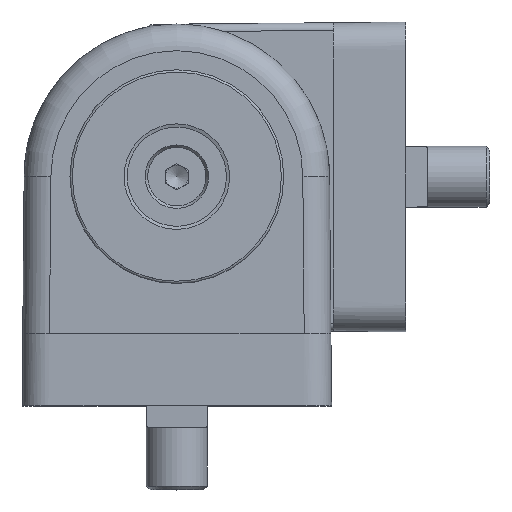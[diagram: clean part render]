
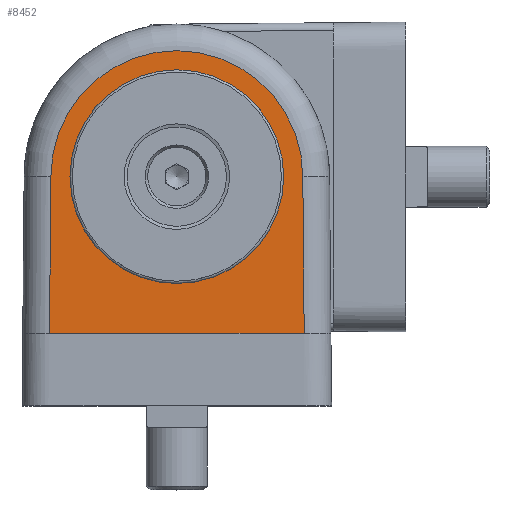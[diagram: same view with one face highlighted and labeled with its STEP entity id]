
A CAD part, top view. The second image highlights one B-rep face of the part: STEP entity #8452.
In plain terms, the highlighted planar face has unit normal (0, 0, 1).
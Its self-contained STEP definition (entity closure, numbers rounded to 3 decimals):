
#243=FACE_BOUND('',#1854,.T.);
#501=CIRCLE('',#9629,14.);
#514=CIRCLE('',#9660,16.5);
#1298=FACE_OUTER_BOUND('',#1853,.T.);
#1853=EDGE_LOOP('',(#7375,#7376,#7377,#7378));
#1854=EDGE_LOOP('',(#7379));
#2539=LINE('',#17262,#3263);
#2542=LINE('',#17379,#3266);
#2543=LINE('',#17382,#3267);
#3263=VECTOR('',#12010,1000.);
#3266=VECTOR('',#12027,1000.);
#3267=VECTOR('',#12030,1000.);
#4019=VERTEX_POINT('',#16535);
#4055=VERTEX_POINT('',#17259);
#4056=VERTEX_POINT('',#17261);
#4059=VERTEX_POINT('',#17378);
#4060=VERTEX_POINT('',#17380);
#5134=EDGE_CURVE('',#4019,#4019,#501,.T.);
#5188=EDGE_CURVE('',#4056,#4055,#2539,.T.);
#5195=EDGE_CURVE('',#4055,#4059,#2542,.F.);
#5196=EDGE_CURVE('',#4059,#4060,#514,.F.);
#5197=EDGE_CURVE('',#4060,#4056,#2543,.F.);
#7375=ORIENTED_EDGE('',*,*,#5188,.T.);
#7376=ORIENTED_EDGE('',*,*,#5195,.T.);
#7377=ORIENTED_EDGE('',*,*,#5196,.T.);
#7378=ORIENTED_EDGE('',*,*,#5197,.T.);
#7379=ORIENTED_EDGE('',*,*,#5134,.T.);
#7992=PLANE('',#9659);
#8452=ADVANCED_FACE('',(#1298,#243),#7992,.F.);
#9629=AXIS2_PLACEMENT_3D('',#16537,#11924,#11925);
#9659=AXIS2_PLACEMENT_3D('',#17377,#12025,#12026);
#9660=AXIS2_PLACEMENT_3D('',#17381,#12028,#12029);
#11924=DIRECTION('center_axis',(0.,0.,-1.));
#11925=DIRECTION('ref_axis',(-1.,0.,0.));
#12010=DIRECTION('',(1.,0.,0.));
#12025=DIRECTION('center_axis',(0.,0.,-1.));
#12026=DIRECTION('ref_axis',(-1.,0.,0.));
#12027=DIRECTION('',(0.009,-1.,0.));
#12028=DIRECTION('center_axis',(0.,0.,-1.));
#12029=DIRECTION('ref_axis',(-1.,0.,0.));
#12030=DIRECTION('',(0.009,1.,0.));
#16535=CARTESIAN_POINT('',(-14.,0.,20.));
#16537=CARTESIAN_POINT('Origin',(0.,0.,20.));
#17259=CARTESIAN_POINT('',(16.679,-20.5,20.));
#17261=CARTESIAN_POINT('',(-16.679,-20.5,20.));
#17262=CARTESIAN_POINT('',(-16.679,-20.5,20.));
#17377=CARTESIAN_POINT('Origin',(0.,0.,
20.));
#17378=CARTESIAN_POINT('',(16.5,-0.015,20.));
#17379=CARTESIAN_POINT('',(16.499,0.144,20.));
#17380=CARTESIAN_POINT('',(-16.5,-0.015,20.));
#17381=CARTESIAN_POINT('Origin',(0.,0.,
20.));
#17382=CARTESIAN_POINT('',(-16.499,0.144,20.));
